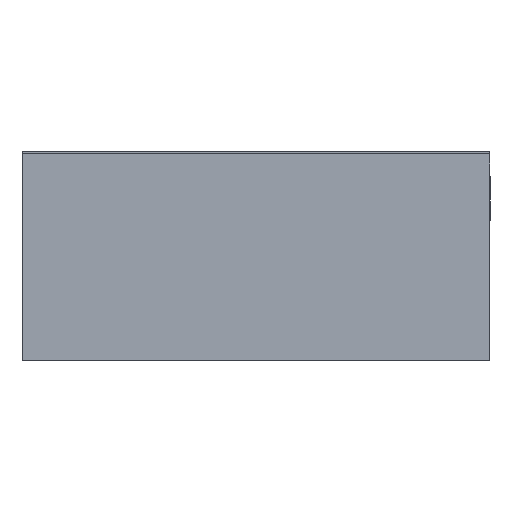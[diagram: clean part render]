
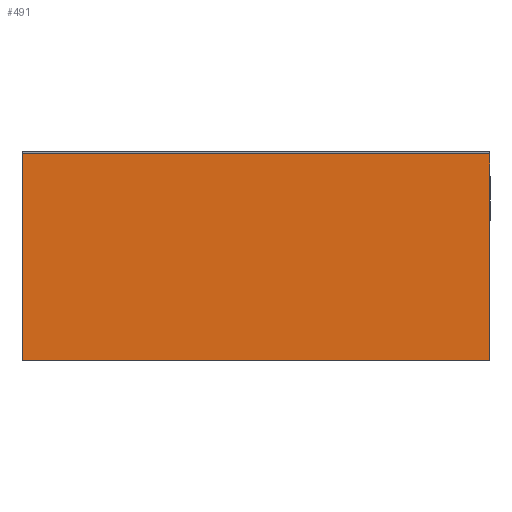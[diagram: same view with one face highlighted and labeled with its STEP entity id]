
A CAD part, left-side view. The second image highlights one B-rep face of the part: STEP entity #491.
In plain terms, the highlighted planar face has unit normal (-1, 0, 0).
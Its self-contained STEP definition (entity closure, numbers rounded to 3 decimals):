
#1 = VECTOR ( 'NONE', #275, 1000. ) ;
#102 = VECTOR ( 'NONE', #284, 1000. ) ;
#108 = VECTOR ( 'NONE', #286, 1000. ) ;
#175 = VERTEX_POINT ( 'NONE', #244 ) ;
#181 = VERTEX_POINT ( 'NONE', #250 ) ;
#183 = VERTEX_POINT ( 'NONE', #252 ) ;
#186 = VERTEX_POINT ( 'NONE', #254 ) ;
#202 = EDGE_LOOP ( 'NONE', ( #868, #866, #865, #864 ) ) ;
#244 = CARTESIAN_POINT ( 'NONE',  ( -0.825, -0.43, 0. ) ) ;
#250 = CARTESIAN_POINT ( 'NONE',  ( -0.825, 0.43, 0.38 ) ) ;
#252 = CARTESIAN_POINT ( 'NONE',  ( -0.825, 0.43, 0. ) ) ;
#254 = CARTESIAN_POINT ( 'NONE',  ( -0.825, -0.43, 0.38 ) ) ;
#272 = LINE ( 'NONE', #274, #1 ) ;
#273 = LINE ( 'NONE', #285, #108 ) ;
#274 = CARTESIAN_POINT ( 'NONE',  ( -0.825, 0.43, 0.38 ) ) ;
#275 = DIRECTION ( 'NONE',  ( 0., 0., 1. ) ) ;
#281 = LINE ( 'NONE', #283, #102 ) ;
#283 = CARTESIAN_POINT ( 'NONE',  ( -0.825, -0.43, 0.38 ) ) ;
#284 = DIRECTION ( 'NONE',  ( 0., 0., 1. ) ) ;
#285 = CARTESIAN_POINT ( 'NONE',  ( -0.825, -0.43, 0.38 ) ) ;
#286 = DIRECTION ( 'NONE',  ( 0., -1., 0. ) ) ;
#399 = CARTESIAN_POINT ( 'NONE',  ( -0.825, 0.43, 0.38 ) ) ;
#407 = FACE_OUTER_BOUND ( 'NONE', #202, .T. ) ;
#408 = PLANE ( 'NONE',  #809 ) ;
#410 = DIRECTION ( 'NONE',  ( 1., 0., 0. ) ) ;
#411 = DIRECTION ( 'NONE',  ( 0., 1., 0. ) ) ;
#449 = VECTOR ( 'NONE', #649, 1000. ) ;
#456 = EDGE_CURVE ( 'NONE', #183, #181, #272, .T. ) ;
#459 = EDGE_CURVE ( 'NONE', #175, #186, #281, .T. ) ;
#460 = EDGE_CURVE ( 'NONE', #181, #186, #273, .T. ) ;
#491 = ADVANCED_FACE ( 'NONE', ( #407 ), #408, .F. ) ;
#555 = EDGE_CURVE ( 'NONE', #175, #183, #647, .T. ) ;
#647 = LINE ( 'NONE', #648, #449 ) ;
#648 = CARTESIAN_POINT ( 'NONE',  ( -0.825, 0.43, 0. ) ) ;
#649 = DIRECTION ( 'NONE',  ( 0., 1., 0. ) ) ;
#809 = AXIS2_PLACEMENT_3D ( 'NONE', #399, #410, #411 ) ;
#864 = ORIENTED_EDGE ( 'NONE', *, *, #456, .F. ) ;
#865 = ORIENTED_EDGE ( 'NONE', *, *, #460, .F. ) ;
#866 = ORIENTED_EDGE ( 'NONE', *, *, #459, .T. ) ;
#868 = ORIENTED_EDGE ( 'NONE', *, *, #555, .F. ) ;
